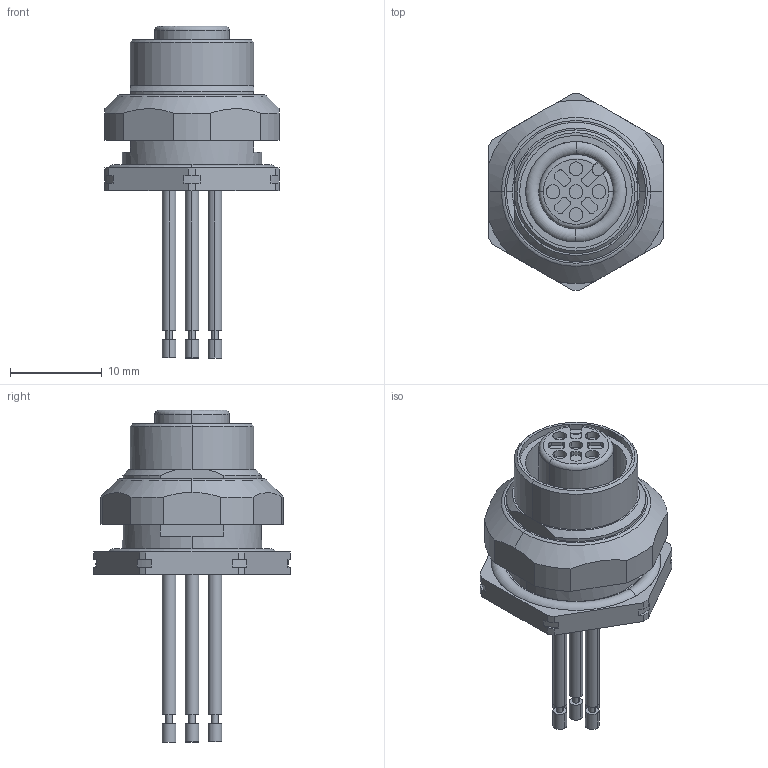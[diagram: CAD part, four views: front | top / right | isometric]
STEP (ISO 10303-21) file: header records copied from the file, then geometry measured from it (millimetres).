
FILE_DESCRIPTION(('CATIA V5 STEP Exchange','CAx-IF Rec.Pracs.--- Model Styling and Organization---1.4--- 2014-01-23'),'2;1');
FILE_NAME ('309715-2_0', '2020-11-19T12:31:25+00:00', ('none'), ('Weidmueller'), 'CATIA Version 5-6 Release 2016 SP3 HF44', 'CATIA V5 STEP AP214', 'none');
FILE_SCHEMA(('AUTOMOTIVE_DESIGN { 1 0 10303 214 1 1 1 1 }'));
Length unit declared in the file: millimetre
Products named in the file (1): 1233320000
Bounding box: 19 x 21.5 x 36.25 mm (x, y, z)
Volume: 3531.7 mm3; surface area: 3278.2 mm2
Topology: 8 solids, 8 shells, 236 faces, 593 edges, 392 vertices
Faces by surface type: cylinder 124, plane 82, cone 16, torus 14
Entity records: 7571 total; most frequent: CARTESIAN_POINT 2043, ORIENTED_EDGE 1186, DIRECTION 973, EDGE_CURVE 593, AXIS2_PLACEMENT_3D 503, VERTEX_POINT 392, CIRCLE 277, EDGE_LOOP 263
